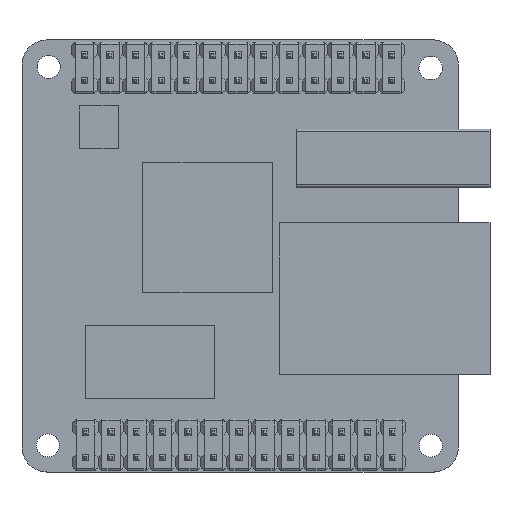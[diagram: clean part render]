
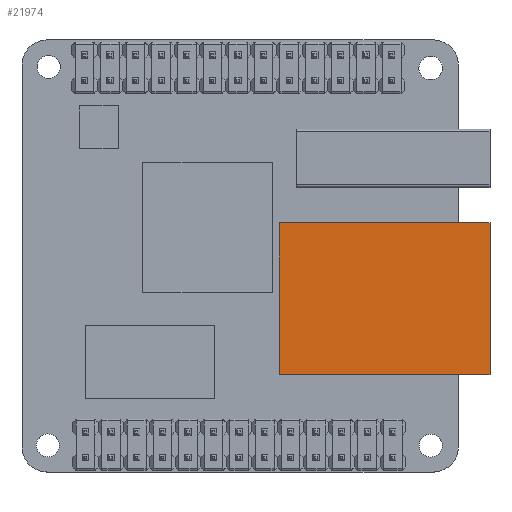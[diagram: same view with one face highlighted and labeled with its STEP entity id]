
A CAD part, top view. The second image highlights one B-rep face of the part: STEP entity #21974.
In plain terms, the highlighted planar face has unit normal (0, 0, 1).
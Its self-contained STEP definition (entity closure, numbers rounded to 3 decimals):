
#1995 = VERTEX_POINT ( 'NONE', #25629 ) ;
#2050 = VERTEX_POINT ( 'NONE', #17030 ) ;
#2427 = EDGE_CURVE ( 'NONE', #5709, #2050, #11473, .T. ) ;
#3996 = CARTESIAN_POINT ( 'NONE',  ( 49.536, 102.563, 13.55 ) ) ;
#5709 = VERTEX_POINT ( 'NONE', #16999 ) ;
#5881 = VECTOR ( 'NONE', #20740, 1000. ) ;
#7098 = AXIS2_PLACEMENT_3D ( 'NONE', #12242, #7979, #14708 ) ;
#7979 = DIRECTION ( 'NONE',  ( 0., 0., 1. ) ) ;
#7980 = ORIENTED_EDGE ( 'NONE', *, *, #18046, .T. ) ;
#8552 = LINE ( 'NONE', #18439, #22912 ) ;
#9543 = DIRECTION ( 'NONE',  ( 0., -1., 0. ) ) ;
#9934 = CARTESIAN_POINT ( 'NONE',  ( 49.536, 117.58, 13.55 ) ) ;
#11400 = ORIENTED_EDGE ( 'NONE', *, *, #2427, .T. ) ;
#11473 = LINE ( 'NONE', #20239, #14478 ) ;
#11969 = CARTESIAN_POINT ( 'NONE',  ( 28.613, 102.563, 13.55 ) ) ;
#12242 = CARTESIAN_POINT ( 'NONE',  ( 0., 0., 13.55 ) ) ;
#13203 = ORIENTED_EDGE ( 'NONE', *, *, #20071, .T. ) ;
#14030 = LINE ( 'NONE', #11969, #5881 ) ;
#14435 = FACE_OUTER_BOUND ( 'NONE', #23056, .T. ) ;
#14478 = VECTOR ( 'NONE', #9543, 1000. ) ;
#14708 = DIRECTION ( 'NONE',  ( 1., 0., 0. ) ) ;
#14912 = ORIENTED_EDGE ( 'NONE', *, *, #19306, .T. ) ;
#15487 = VERTEX_POINT ( 'NONE', #3996 ) ;
#16999 = CARTESIAN_POINT ( 'NONE',  ( 28.613, 117.58, 13.55 ) ) ;
#17030 = CARTESIAN_POINT ( 'NONE',  ( 28.613, 102.563, 13.55 ) ) ;
#18046 = EDGE_CURVE ( 'NONE', #1995, #5709, #8552, .T. ) ;
#18193 = LINE ( 'NONE', #9934, #24623 ) ;
#18323 = DIRECTION ( 'NONE',  ( 0., 1., 0. ) ) ;
#18439 = CARTESIAN_POINT ( 'NONE',  ( 28.613, 117.58, 13.55 ) ) ;
#19306 = EDGE_CURVE ( 'NONE', #2050, #15487, #14030, .T. ) ;
#20071 = EDGE_CURVE ( 'NONE', #15487, #1995, #18193, .T. ) ;
#20239 = CARTESIAN_POINT ( 'NONE',  ( 28.613, 117.58, 13.55 ) ) ;
#20740 = DIRECTION ( 'NONE',  ( 1., 0., 0. ) ) ;
#21974 = ADVANCED_FACE ( 'NONE', ( #14435 ), #25108, .T. ) ;
#22912 = VECTOR ( 'NONE', #24594, 1000. ) ;
#23056 = EDGE_LOOP ( 'NONE', ( #11400, #14912, #13203, #7980 ) ) ;
#24594 = DIRECTION ( 'NONE',  ( -1., 0., 0. ) ) ;
#24623 = VECTOR ( 'NONE', #18323, 1000. ) ;
#25108 = PLANE ( 'NONE',  #7098 ) ;
#25629 = CARTESIAN_POINT ( 'NONE',  ( 49.536, 117.58, 13.55 ) ) ;
